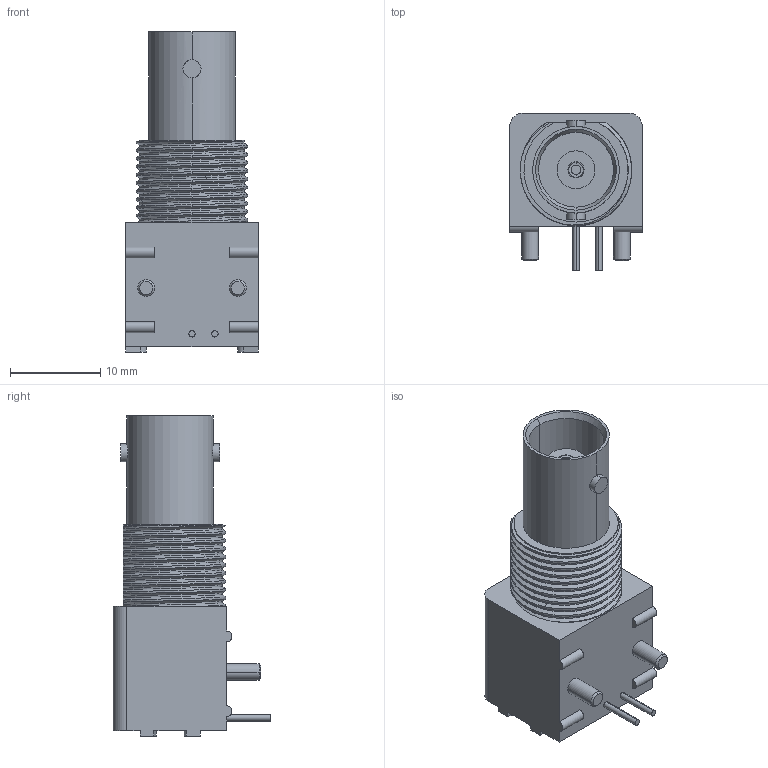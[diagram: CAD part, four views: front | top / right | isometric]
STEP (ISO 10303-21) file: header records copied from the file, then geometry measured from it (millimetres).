
FILE_DESCRIPTION(('STEP AP242'),'1');
FILE_NAME('1-1337542-0.stp','2022-12-10T14:49:52',('TraceParts'),('TraceParts S.A.'),'Spatial InterOp 3D',' ',' ');
FILE_SCHEMA(('AP242_MANAGED_MODEL_BASED_3D_ENGINEERING_MIM_LF {1 0 10303 442 1 1 4}'));
Length unit declared in the file: millimetre
Products named in the file (1): 1-1337542-0
Bounding box: 14.7 x 17.46 x 35.5 mm (x, y, z)
Volume: 4047.1 mm3; surface area: 2344.2 mm2
Topology: 1 solids, 1 shells, 150 faces, 395 edges, 256 vertices
Faces by surface type: cylinder 57, bspline 42, plane 35, cone 16
Entity records: 8331 total; most frequent: CARTESIAN_POINT 4900, ORIENTED_EDGE 790, DIRECTION 579, EDGE_CURVE 395, VERTEX_POINT 256, AXIS2_PLACEMENT_3D 200, LINE 179, VECTOR 179
